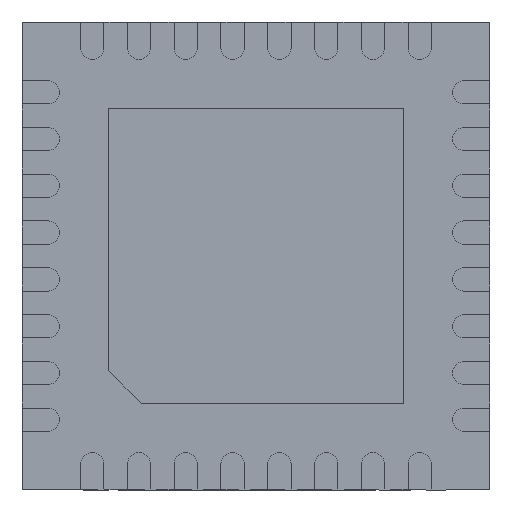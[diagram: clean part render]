
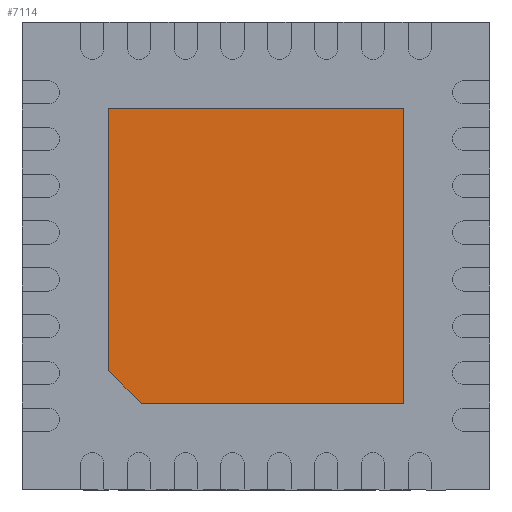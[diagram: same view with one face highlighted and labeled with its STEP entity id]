
A CAD part, front view. The second image highlights one B-rep face of the part: STEP entity #7114.
In plain terms, the highlighted planar face has unit normal (0, -1, 0).
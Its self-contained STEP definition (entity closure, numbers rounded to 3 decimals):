
#118 = EDGE_LOOP ( 'NONE', ( #737, #10385, #7417, #5514, #8601 ) ) ;
#661 = VECTOR ( 'NONE', #3777, 1000. ) ;
#737 = ORIENTED_EDGE ( 'NONE', *, *, #8848, .T. ) ;
#847 = DIRECTION ( 'NONE',  ( -1., 0., 0. ) ) ;
#1239 = CARTESIAN_POINT ( 'NONE',  ( 1.575, 0., -1.575 ) ) ;
#1582 = VERTEX_POINT ( 'NONE', #4886 ) ;
#1983 = LINE ( 'NONE', #7856, #5663 ) ;
#2000 = VERTEX_POINT ( 'NONE', #6021 ) ;
#2127 = CARTESIAN_POINT ( 'NONE',  ( 1.575, 0., -1.575 ) ) ;
#3777 = DIRECTION ( 'NONE',  ( 0.707, 0., -0.707 ) ) ;
#3977 = CARTESIAN_POINT ( 'NONE',  ( 0., 0., 0. ) ) ;
#4883 = PLANE ( 'NONE',  #11586 ) ;
#4886 = CARTESIAN_POINT ( 'NONE',  ( -1.575, 0., 1.575 ) ) ;
#4919 = DIRECTION ( 'NONE',  ( 0., -1., 0. ) ) ;
#5248 = CARTESIAN_POINT ( 'NONE',  ( -1.575, 0., -1.225 ) ) ;
#5433 = FACE_OUTER_BOUND ( 'NONE', #118, .T. ) ;
#5514 = ORIENTED_EDGE ( 'NONE', *, *, #10783, .T. ) ;
#5663 = VECTOR ( 'NONE', #5879, 1000. ) ;
#5769 = VERTEX_POINT ( 'NONE', #1239 ) ;
#5879 = DIRECTION ( 'NONE',  ( 1., 0., 0. ) ) ;
#5900 = CARTESIAN_POINT ( 'NONE',  ( -1.225, 0., -1.575 ) ) ;
#6021 = CARTESIAN_POINT ( 'NONE',  ( 1.575, 0., 1.575 ) ) ;
#6130 = LINE ( 'NONE', #5900, #661 ) ;
#6195 = EDGE_CURVE ( 'NONE', #2000, #1582, #11100, .T. ) ;
#6752 = VERTEX_POINT ( 'NONE', #9840 ) ;
#6936 = DIRECTION ( 'NONE',  ( 0., 0., -1. ) ) ;
#7114 = ADVANCED_FACE ( 'NONE', ( #5433 ), #4883, .T. ) ;
#7255 = DIRECTION ( 'NONE',  ( 0., 0., -1. ) ) ;
#7417 = ORIENTED_EDGE ( 'NONE', *, *, #8507, .T. ) ;
#7856 = CARTESIAN_POINT ( 'NONE',  ( 1.575, 0., -1.575 ) ) ;
#7897 = CARTESIAN_POINT ( 'NONE',  ( 1.575, 0., 1.575 ) ) ;
#8026 = CARTESIAN_POINT ( 'NONE',  ( -1.225, 0., -1.575 ) ) ;
#8507 = EDGE_CURVE ( 'NONE', #9915, #5769, #1983, .T. ) ;
#8601 = ORIENTED_EDGE ( 'NONE', *, *, #6195, .T. ) ;
#8733 = VECTOR ( 'NONE', #847, 1000. ) ;
#8848 = EDGE_CURVE ( 'NONE', #1582, #6752, #10541, .T. ) ;
#9840 = CARTESIAN_POINT ( 'NONE',  ( -1.575, 0., -1.225 ) ) ;
#9910 = VECTOR ( 'NONE', #10276, 1000. ) ;
#9915 = VERTEX_POINT ( 'NONE', #8026 ) ;
#10276 = DIRECTION ( 'NONE',  ( 0., 0., 1. ) ) ;
#10385 = ORIENTED_EDGE ( 'NONE', *, *, #10452, .T. ) ;
#10452 = EDGE_CURVE ( 'NONE', #6752, #9915, #6130, .T. ) ;
#10541 = LINE ( 'NONE', #5248, #11971 ) ;
#10783 = EDGE_CURVE ( 'NONE', #5769, #2000, #12640, .T. ) ;
#11100 = LINE ( 'NONE', #7897, #8733 ) ;
#11586 = AXIS2_PLACEMENT_3D ( 'NONE', #3977, #4919, #6936 ) ;
#11971 = VECTOR ( 'NONE', #7255, 1000. ) ;
#12640 = LINE ( 'NONE', #2127, #9910 ) ;
